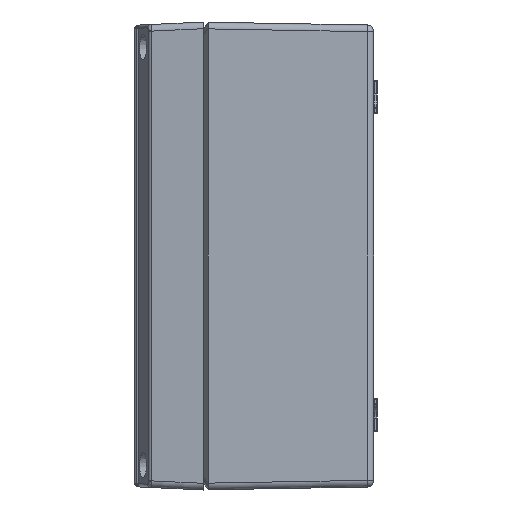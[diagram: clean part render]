
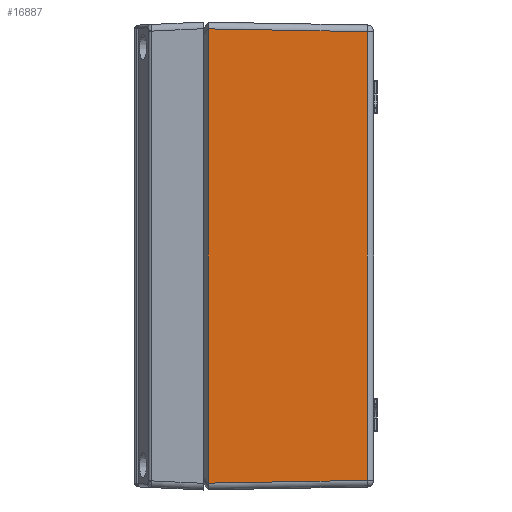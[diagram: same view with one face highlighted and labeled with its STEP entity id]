
A CAD part, left-side view. The second image highlights one B-rep face of the part: STEP entity #16887.
In plain terms, the highlighted planar face has unit normal (-1, -0.018, 0).
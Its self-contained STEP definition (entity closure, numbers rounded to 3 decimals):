
#8177 = PLANE ( 'NONE',  #8294 ) ;
#8196 = FACE_OUTER_BOUND ( 'NONE', #16560, .T. ) ;
#8200 = DIRECTION ( 'NONE',  ( 0.017, -1., 0.017 ) ) ;
#8201 = VECTOR ( 'NONE', #8200, 1000. ) ;
#8203 = CARTESIAN_POINT ( 'NONE',  ( -110.001, 0.035, -68.001 ) ) ;
#8225 = LINE ( 'NONE', #8203, #8201 ) ;
#8245 = CARTESIAN_POINT ( 'NONE',  ( -109.109, -51.035, 67.109 ) ) ;
#8273 = CARTESIAN_POINT ( 'NONE',  ( -109.939, -3.5, -67.939 ) ) ;
#8281 = DIRECTION ( 'NONE',  ( 0., 0., -1. ) ) ;
#8282 = VECTOR ( 'NONE', #8281, 1000. ) ;
#8284 = CARTESIAN_POINT ( 'NONE',  ( -109.939, -3.5, -69.965 ) ) ;
#8289 = DIRECTION ( 'NONE',  ( 0.017, -1., 0. ) ) ;
#8291 = DIRECTION ( 'NONE',  ( -1., -0.017, 0. ) ) ;
#8293 = CARTESIAN_POINT ( 'NONE',  ( -110., 0., -70. ) ) ;
#8294 = AXIS2_PLACEMENT_3D ( 'NONE', #8293, #8291, #8289 ) ;
#8297 = LINE ( 'NONE', #8284, #8282 ) ;
#8343 = DIRECTION ( 'NONE',  ( -0.017, 1., 0.017 ) ) ;
#8344 = VECTOR ( 'NONE', #8343, 1000. ) ;
#8345 = CARTESIAN_POINT ( 'NONE',  ( -109.958, -2.407, 67.958 ) ) ;
#8348 = LINE ( 'NONE', #8345, #8344 ) ;
#8353 = DIRECTION ( 'NONE',  ( 0., 0., 1. ) ) ;
#8354 = VECTOR ( 'NONE', #8353, 1000. ) ;
#8358 = CARTESIAN_POINT ( 'NONE',  ( -109.109, -51.035, 69.075 ) ) ;
#8363 = LINE ( 'NONE', #8358, #8354 ) ;
#8365 = CARTESIAN_POINT ( 'NONE',  ( -109.109, -51.035, -67.109 ) ) ;
#8453 = CARTESIAN_POINT ( 'NONE',  ( -109.939, -3.5, 67.939 ) ) ;
#16527 = ORIENTED_EDGE ( 'NONE', *, *, #17103, .T. ) ;
#16560 = EDGE_LOOP ( 'NONE', ( #16527, #17001, #16810, #17223 ) ) ;
#16595 = EDGE_CURVE ( 'NONE', #16980, #17134, #8225, .T. ) ;
#16810 = ORIENTED_EDGE ( 'NONE', *, *, #16902, .T. ) ;
#16887 = ADVANCED_FACE ( 'NONE', ( #8196 ), #8177, .T. ) ;
#16902 = EDGE_CURVE ( 'NONE', #17216, #16980, #8297, .T. ) ;
#16980 = VERTEX_POINT ( 'NONE', #8273 ) ;
#16995 = VERTEX_POINT ( 'NONE', #8245 ) ;
#17001 = ORIENTED_EDGE ( 'NONE', *, *, #17123, .T. ) ;
#17103 = EDGE_CURVE ( 'NONE', #17134, #16995, #8363, .T. ) ;
#17123 = EDGE_CURVE ( 'NONE', #16995, #17216, #8348, .T. ) ;
#17134 = VERTEX_POINT ( 'NONE', #8365 ) ;
#17216 = VERTEX_POINT ( 'NONE', #8453 ) ;
#17223 = ORIENTED_EDGE ( 'NONE', *, *, #16595, .T. ) ;
